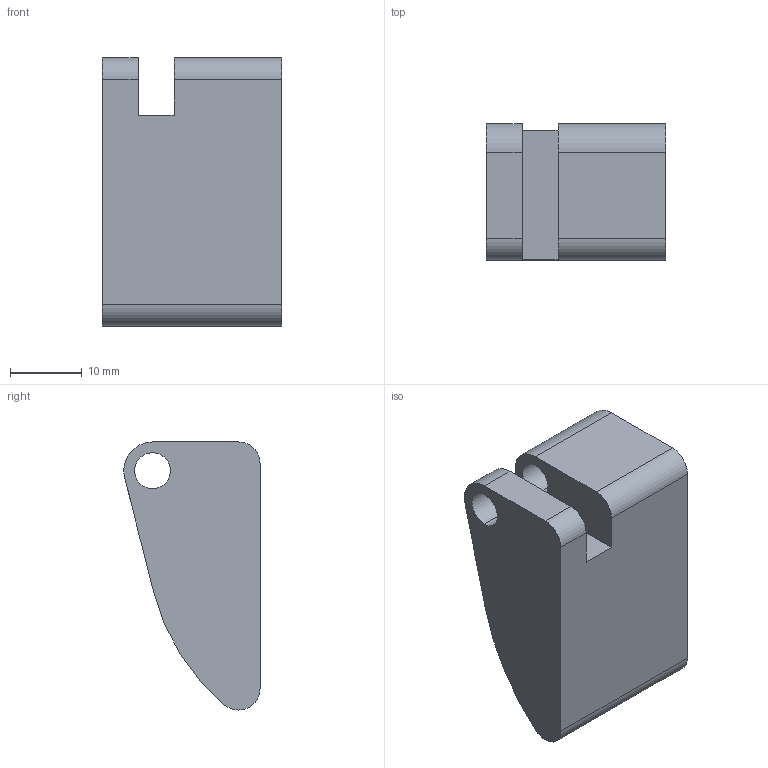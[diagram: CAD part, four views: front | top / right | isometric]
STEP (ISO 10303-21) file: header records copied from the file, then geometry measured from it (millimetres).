
FILE_DESCRIPTION((''),'2;1');
FILE_NAME('TOEB','2018-02-27T22:29:01',('psvss'),(''),'CREO PARAMETRIC BY PTC INC, 2016390','CREO PARAMETRIC BY PTC INC, 2016390','');
FILE_SCHEMA(('CONFIG_CONTROL_DESIGN'));
Length unit declared in the file: millimetre
Products named in the file (1): TOEB
Bounding box: 25 x 18.99 x 37.37 mm (x, y, z)
Volume: 12209.1 mm3; surface area: 3960.1 mm2
Topology: 1 solids, 1 shells, 19 faces, 51 edges, 34 vertices
Faces by surface type: cylinder 10, plane 9
Entity records: 651 total; most frequent: DIRECTION 109, CARTESIAN_POINT 104, ORIENTED_EDGE 102, EDGE_CURVE 51, AXIS2_PLACEMENT_3D 39, VERTEX_POINT 34, VECTOR 31, LINE 31
